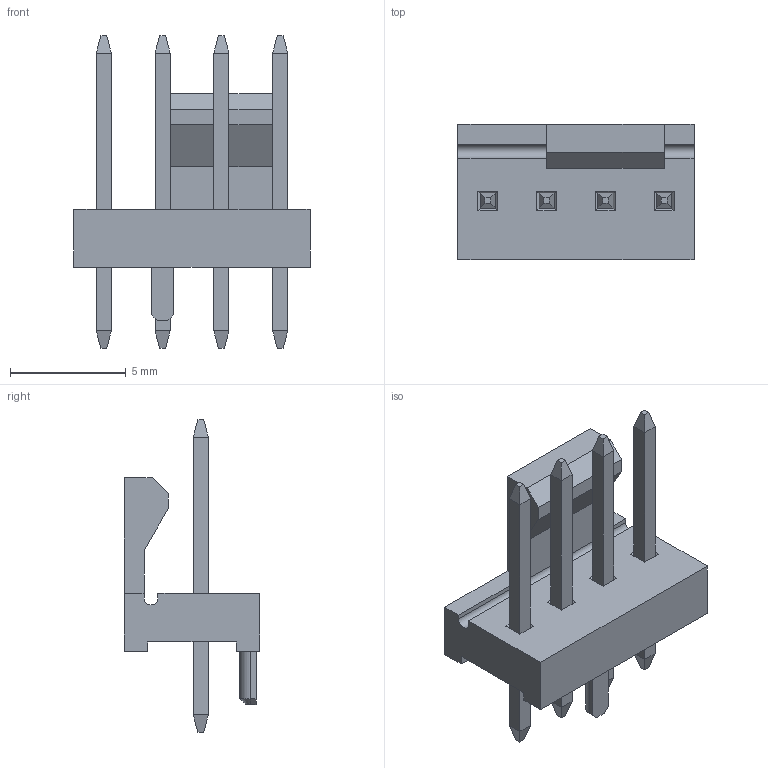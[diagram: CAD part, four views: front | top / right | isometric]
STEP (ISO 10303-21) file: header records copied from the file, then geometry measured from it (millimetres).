
FILE_DESCRIPTION(('FreeCAD Model'),'2;1');
FILE_NAME( 'CONN_47053.step', '2018-05-08T17:39:11',('kicad StepUp'),('ksu MCAD'), 'Open CASCADE STEP processor 6.5','FreeCAD','Unknown');
FILE_SCHEMA(('AUTOMOTIVE_DESIGN_CC2 { 1 2 10303 214 -1 1 5 4 }'));
Length unit declared in the file: millimetre
Products named in the file (3): ASSEMBLY; Chamfer; Array
Assembly tree (2 placements, depth 2):
  ASSEMBLY
    Chamfer
    Array
Bounding box: 10.2 x 5.84 x 13.5 mm (x, y, z)
Volume: 182 mm3; surface area: 439.8 mm2
Topology: 5 solids, 5 shells, 133 faces, 304 edges, 182 vertices
Faces by surface type: plane 130, cylinder 2, cone 1
Entity records: 3690 total; most frequent: CARTESIAN_POINT 622, ORIENTED_EDGE 608, DIRECTION 581, EDGE_CURVE 304, LINE 299, VECTOR 299, VERTEX_POINT 182, FACE_BOUND 142
